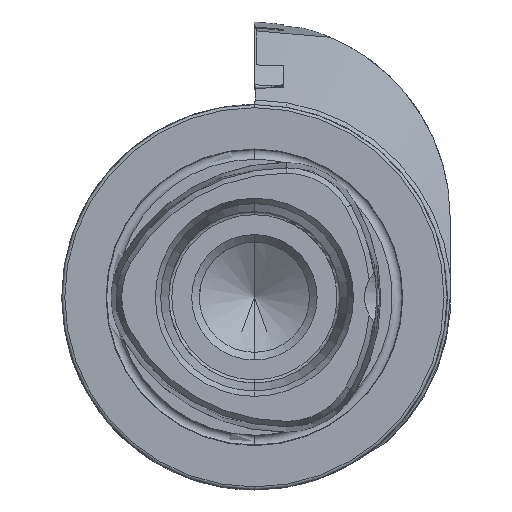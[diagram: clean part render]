
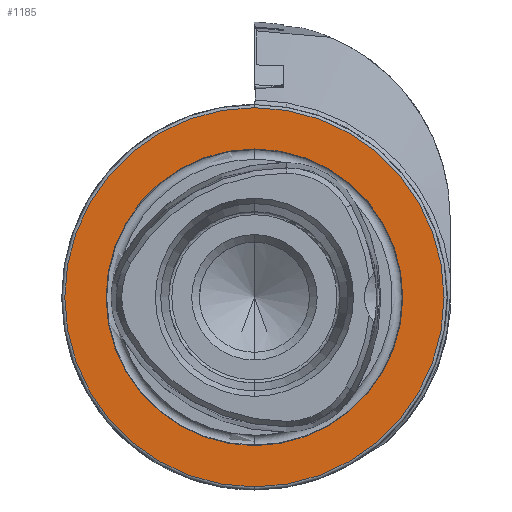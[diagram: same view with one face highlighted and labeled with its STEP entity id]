
A CAD part, left-side view. The second image highlights one B-rep face of the part: STEP entity #1185.
In plain terms, the highlighted planar face has unit normal (-1, 0, 0).
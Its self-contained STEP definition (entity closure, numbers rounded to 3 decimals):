
#519 = VERTEX_POINT ( 'NONE', #5807 ) ;
#586 = PLANE ( 'NONE',  #1098 ) ;
#700 = CARTESIAN_POINT ( 'NONE',  ( 0., 0., 0. ) ) ;
#751 = DIRECTION ( 'NONE',  ( -1., 0., 0. ) ) ;
#840 = VERTEX_POINT ( 'NONE', #8552 ) ;
#892 = EDGE_CURVE ( 'NONE', #519, #840, #8758, .T. ) ;
#944 = DIRECTION ( 'NONE',  ( 0., 0., 1. ) ) ;
#1098 = AXIS2_PLACEMENT_3D ( 'NONE', #7843, #5712, #4322 ) ;
#1185 = ADVANCED_FACE ( 'NONE', ( #3331, #2985 ), #586, .F. ) ;
#1553 = CIRCLE ( 'NONE', #4656, 24.25 ) ;
#1558 = ORIENTED_EDGE ( 'NONE', *, *, #4174, .T. ) ;
#2049 = CARTESIAN_POINT ( 'NONE',  ( 0., 0., 31. ) ) ;
#2468 = ORIENTED_EDGE ( 'NONE', *, *, #8736, .T. ) ;
#2697 = CIRCLE ( 'NONE', #6567, 31. ) ;
#2973 = DIRECTION ( 'NONE',  ( 0., 0., 1. ) ) ;
#2985 = FACE_OUTER_BOUND ( 'NONE', #4385, .T. ) ;
#3185 = AXIS2_PLACEMENT_3D ( 'NONE', #5250, #6819, #6466 ) ;
#3331 = FACE_BOUND ( 'NONE', #4834, .T. ) ;
#3529 = CIRCLE ( 'NONE', #6347, 31. ) ;
#3875 = DIRECTION ( 'NONE',  ( -1., 0., 0. ) ) ;
#4174 = EDGE_CURVE ( 'NONE', #7670, #7348, #3529, .T. ) ;
#4322 = DIRECTION ( 'NONE',  ( 0., 0., -1. ) ) ;
#4385 = EDGE_LOOP ( 'NONE', ( #2468, #1558 ) ) ;
#4656 = AXIS2_PLACEMENT_3D ( 'NONE', #8853, #3875, #944 ) ;
#4834 = EDGE_LOOP ( 'NONE', ( #7663, #8349 ) ) ;
#5093 = CARTESIAN_POINT ( 'NONE',  ( 0., 0., -31. ) ) ;
#5143 = EDGE_CURVE ( 'NONE', #840, #519, #1553, .T. ) ;
#5250 = CARTESIAN_POINT ( 'NONE',  ( 0., 0., 0. ) ) ;
#5712 = DIRECTION ( 'NONE',  ( 1., 0., 0. ) ) ;
#5807 = CARTESIAN_POINT ( 'NONE',  ( 0., 0., -24.25 ) ) ;
#6347 = AXIS2_PLACEMENT_3D ( 'NONE', #700, #751, #2973 ) ;
#6466 = DIRECTION ( 'NONE',  ( 0., 0., 1. ) ) ;
#6567 = AXIS2_PLACEMENT_3D ( 'NONE', #7733, #9184, #8368 ) ;
#6819 = DIRECTION ( 'NONE',  ( -1., 0., 0. ) ) ;
#7348 = VERTEX_POINT ( 'NONE', #2049 ) ;
#7663 = ORIENTED_EDGE ( 'NONE', *, *, #5143, .F. ) ;
#7670 = VERTEX_POINT ( 'NONE', #5093 ) ;
#7733 = CARTESIAN_POINT ( 'NONE',  ( 0., 0., 0. ) ) ;
#7843 = CARTESIAN_POINT ( 'NONE',  ( 0., 24.25, 0. ) ) ;
#8349 = ORIENTED_EDGE ( 'NONE', *, *, #892, .F. ) ;
#8368 = DIRECTION ( 'NONE',  ( 0., 0., 1. ) ) ;
#8552 = CARTESIAN_POINT ( 'NONE',  ( 0., 0., 24.25 ) ) ;
#8736 = EDGE_CURVE ( 'NONE', #7348, #7670, #2697, .T. ) ;
#8758 = CIRCLE ( 'NONE', #3185, 24.25 ) ;
#8853 = CARTESIAN_POINT ( 'NONE',  ( 0., 0., 0. ) ) ;
#9184 = DIRECTION ( 'NONE',  ( -1., 0., 0. ) ) ;
